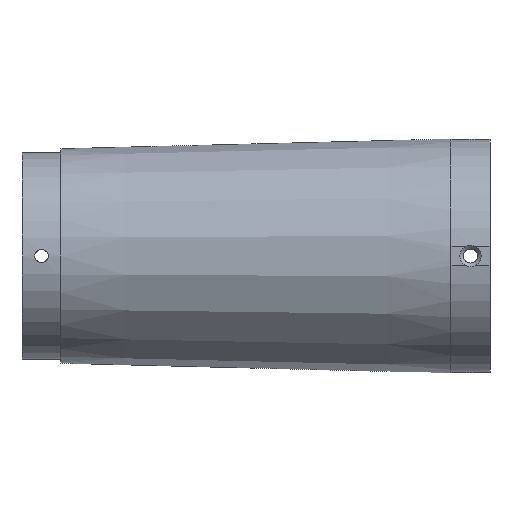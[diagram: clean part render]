
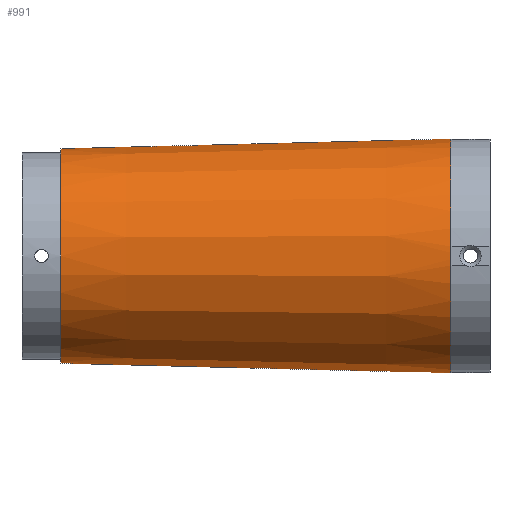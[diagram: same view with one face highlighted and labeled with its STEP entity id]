
A CAD part, left-side view. The second image highlights one B-rep face of the part: STEP entity #991.
In plain terms, the highlighted conical face has half-angle 1.432 degrees and reference radius 28.75 mm.
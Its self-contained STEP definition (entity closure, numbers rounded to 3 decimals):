
#129=FACE_OUTER_BOUND('',#200,.T.);
#200=EDGE_LOOP('',(#923,#924,#925,#926,#927,#928,#929,#930,#931,#932,#933,
#934));
#250=LINE('',#2155,#298);
#298=VECTOR('',#1351,28.75);
#302=CIRCLE('',#1021,30.);
#305=CIRCLE('',#1027,30.);
#310=CIRCLE('',#1035,30.);
#313=CIRCLE('',#1042,30.);
#315=CIRCLE('',#1048,30.);
#316=CIRCLE('',#1051,30.);
#317=CIRCLE('',#1053,30.);
#318=CIRCLE('',#1055,30.);
#319=CIRCLE('',#1056,30.);
#344=CIRCLE('',#1110,27.5);
#409=VERTEX_POINT('',#1446);
#410=VERTEX_POINT('',#1448);
#421=VERTEX_POINT('',#1532);
#422=VERTEX_POINT('',#1534);
#434=VERTEX_POINT('',#1620);
#435=VERTEX_POINT('',#1622);
#440=VERTEX_POINT('',#1685);
#441=VERTEX_POINT('',#1687);
#443=VERTEX_POINT('',#1708);
#498=VERTEX_POINT('',#2153);
#513=EDGE_CURVE('',#410,#409,#302,.T.);
#528=EDGE_CURVE('',#422,#421,#305,.T.);
#546=EDGE_CURVE('',#435,#434,#310,.T.);
#557=EDGE_CURVE('',#441,#440,#313,.T.);
#564=EDGE_CURVE('',#421,#410,#315,.T.);
#566=EDGE_CURVE('',#440,#422,#316,.T.);
#567=EDGE_CURVE('',#409,#435,#317,.T.);
#568=EDGE_CURVE('',#434,#443,#318,.T.);
#569=EDGE_CURVE('',#443,#441,#319,.T.);
#643=EDGE_CURVE('',#498,#498,#344,.T.);
#644=EDGE_CURVE('',#498,#443,#250,.T.);
#923=ORIENTED_EDGE('',*,*,#643,.F.);
#924=ORIENTED_EDGE('',*,*,#644,.T.);
#925=ORIENTED_EDGE('',*,*,#569,.T.);
#926=ORIENTED_EDGE('',*,*,#557,.T.);
#927=ORIENTED_EDGE('',*,*,#566,.T.);
#928=ORIENTED_EDGE('',*,*,#528,.T.);
#929=ORIENTED_EDGE('',*,*,#564,.T.);
#930=ORIENTED_EDGE('',*,*,#513,.T.);
#931=ORIENTED_EDGE('',*,*,#567,.T.);
#932=ORIENTED_EDGE('',*,*,#546,.T.);
#933=ORIENTED_EDGE('',*,*,#568,.T.);
#934=ORIENTED_EDGE('',*,*,#644,.F.);
#942=CONICAL_SURFACE('',#1109,28.75,0.025);
#991=ADVANCED_FACE('',(#129),#942,.T.);
#1021=AXIS2_PLACEMENT_3D('',#1449,#1128,#1129);
#1027=AXIS2_PLACEMENT_3D('',#1535,#1145,#1146);
#1035=AXIS2_PLACEMENT_3D('',#1623,#1169,#1170);
#1042=AXIS2_PLACEMENT_3D('',#1688,#1188,#1189);
#1048=AXIS2_PLACEMENT_3D('',#1700,#1205,#1206);
#1051=AXIS2_PLACEMENT_3D('',#1704,#1212,#1213);
#1053=AXIS2_PLACEMENT_3D('',#1706,#1216,#1217);
#1055=AXIS2_PLACEMENT_3D('',#1709,#1220,#1221);
#1056=AXIS2_PLACEMENT_3D('',#1710,#1222,#1223);
#1109=AXIS2_PLACEMENT_3D('',#2152,#1347,#1348);
#1110=AXIS2_PLACEMENT_3D('',#2154,#1349,#1350);
#1128=DIRECTION('center_axis',(0.,1.,0.));
#1129=DIRECTION('ref_axis',(1.,0.,0.));
#1145=DIRECTION('center_axis',(0.,1.,0.));
#1146=DIRECTION('ref_axis',(1.,0.,0.));
#1169=DIRECTION('center_axis',(0.,1.,0.));
#1170=DIRECTION('ref_axis',(1.,0.,0.));
#1188=DIRECTION('center_axis',(0.,1.,0.));
#1189=DIRECTION('ref_axis',(1.,0.,0.));
#1205=DIRECTION('center_axis',(0.,1.,0.));
#1206=DIRECTION('ref_axis',(1.,0.,0.));
#1212=DIRECTION('center_axis',(0.,1.,0.));
#1213=DIRECTION('ref_axis',(1.,0.,0.));
#1216=DIRECTION('center_axis',(0.,1.,0.));
#1217=DIRECTION('ref_axis',(1.,0.,0.));
#1220=DIRECTION('center_axis',(0.,1.,0.));
#1221=DIRECTION('ref_axis',(1.,0.,0.));
#1222=DIRECTION('center_axis',(0.,1.,0.));
#1223=DIRECTION('ref_axis',(1.,0.,0.));
#1347=DIRECTION('center_axis',(0.,-1.,0.));
#1348=DIRECTION('ref_axis',(0.,0.,-1.));
#1349=DIRECTION('center_axis',(0.,1.,0.));
#1350=DIRECTION('ref_axis',(1.,0.,0.));
#1351=DIRECTION('',(0.,-1.,0.025));
#1446=CARTESIAN_POINT('',(-29.9,0.,-2.447));
#1448=CARTESIAN_POINT('',(-2.447,0.,-29.9));
#1449=CARTESIAN_POINT('Origin',(0.,0.,0.));
#1532=CARTESIAN_POINT('',(2.447,0.,-29.9));
#1534=CARTESIAN_POINT('',(29.9,0.,-2.447));
#1535=CARTESIAN_POINT('Origin',(0.,0.,0.));
#1620=CARTESIAN_POINT('',(-2.447,0.,29.9));
#1622=CARTESIAN_POINT('',(-29.9,0.,2.447));
#1623=CARTESIAN_POINT('Origin',(0.,0.,0.));
#1685=CARTESIAN_POINT('',(29.9,0.,2.447));
#1687=CARTESIAN_POINT('',(2.447,0.,29.9));
#1688=CARTESIAN_POINT('Origin',(0.,0.,0.));
#1700=CARTESIAN_POINT('Origin',(0.,0.,0.));
#1704=CARTESIAN_POINT('Origin',(0.,0.,0.));
#1706=CARTESIAN_POINT('Origin',(0.,0.,0.));
#1708=CARTESIAN_POINT('',(0.,0.,30.));
#1709=CARTESIAN_POINT('Origin',(0.,0.,0.));
#1710=CARTESIAN_POINT('Origin',(0.,0.,0.));
#2152=CARTESIAN_POINT('Origin',(0.,50.,0.));
#2153=CARTESIAN_POINT('',(0.,100.,27.5));
#2154=CARTESIAN_POINT('Origin',(0.,100.,0.));
#2155=CARTESIAN_POINT('',(0.,50.,28.75));
